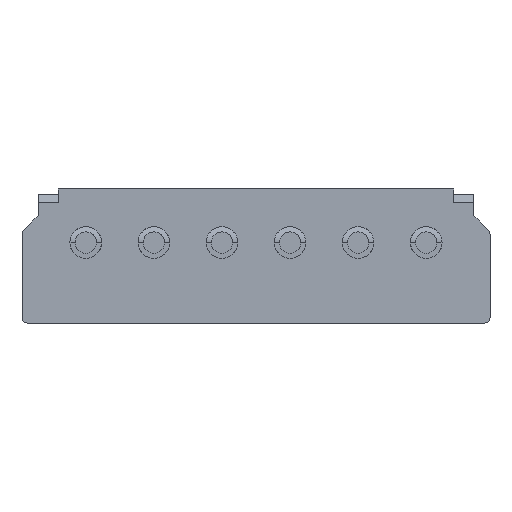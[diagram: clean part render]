
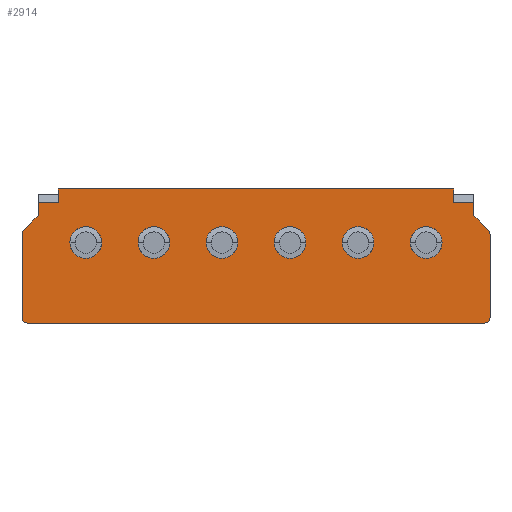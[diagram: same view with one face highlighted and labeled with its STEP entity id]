
A CAD part, front view. The second image highlights one B-rep face of the part: STEP entity #2914.
In plain terms, the highlighted planar face has unit normal (0, -1, 0).
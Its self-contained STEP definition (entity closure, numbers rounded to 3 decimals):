
#413=CARTESIAN_POINT('',(1.27,-2.5,0.5));
#414=DIRECTION('',(0.,-1.,0.));
#415=DIRECTION('',(-1.,0.,0.));
#416=AXIS2_PLACEMENT_3D('',#413,#414,#415);
#418=CARTESIAN_POINT('',(1.27,-2.5,0.5));
#419=DIRECTION('',(0.,-1.,0.));
#420=DIRECTION('',(1.,0.,0.));
#421=AXIS2_PLACEMENT_3D('',#418,#419,#420);
#423=CARTESIAN_POINT('',(3.81,-2.5,0.5));
#424=DIRECTION('',(0.,-1.,0.));
#425=DIRECTION('',(-1.,0.,0.));
#426=AXIS2_PLACEMENT_3D('',#423,#424,#425);
#428=CARTESIAN_POINT('',(3.81,-2.5,0.5));
#429=DIRECTION('',(0.,-1.,0.));
#430=DIRECTION('',(1.,0.,0.));
#431=AXIS2_PLACEMENT_3D('',#428,#429,#430);
#433=CARTESIAN_POINT('',(6.35,-2.5,0.5));
#434=DIRECTION('',(0.,-1.,0.));
#435=DIRECTION('',(-1.,0.,0.));
#436=AXIS2_PLACEMENT_3D('',#433,#434,#435);
#438=CARTESIAN_POINT('',(6.35,-2.5,0.5));
#439=DIRECTION('',(0.,-1.,0.));
#440=DIRECTION('',(1.,0.,0.));
#441=AXIS2_PLACEMENT_3D('',#438,#439,#440);
#443=CARTESIAN_POINT('',(-1.27,-2.5,0.5));
#444=DIRECTION('',(0.,-1.,0.));
#445=DIRECTION('',(-1.,0.,0.));
#446=AXIS2_PLACEMENT_3D('',#443,#444,#445);
#448=CARTESIAN_POINT('',(-1.27,-2.5,0.5));
#449=DIRECTION('',(0.,-1.,0.));
#450=DIRECTION('',(1.,0.,0.));
#451=AXIS2_PLACEMENT_3D('',#448,#449,#450);
#453=CARTESIAN_POINT('',(-3.81,-2.5,0.5));
#454=DIRECTION('',(0.,-1.,0.));
#455=DIRECTION('',(-1.,0.,0.));
#456=AXIS2_PLACEMENT_3D('',#453,#454,#455);
#458=CARTESIAN_POINT('',(-3.81,-2.5,0.5));
#459=DIRECTION('',(0.,-1.,0.));
#460=DIRECTION('',(1.,0.,0.));
#461=AXIS2_PLACEMENT_3D('',#458,#459,#460);
#463=CARTESIAN_POINT('',(-6.35,-2.5,0.5));
#464=DIRECTION('',(0.,-1.,0.));
#465=DIRECTION('',(-1.,0.,0.));
#466=AXIS2_PLACEMENT_3D('',#463,#464,#465);
#468=CARTESIAN_POINT('',(-6.35,-2.5,0.5));
#469=DIRECTION('',(0.,-1.,0.));
#470=DIRECTION('',(1.,0.,0.));
#471=AXIS2_PLACEMENT_3D('',#468,#469,#470);
#473=CARTESIAN_POINT('',(-8.53,-2.5,-2.3));
#474=DIRECTION('',(0.,-1.,0.));
#475=DIRECTION('',(-1.,0.,0.));
#476=AXIS2_PLACEMENT_3D('',#473,#474,#475);
#478=DIRECTION('',(0.,0.,1.));
#479=VECTOR('',#478,3.117);
#480=CARTESIAN_POINT('',(-8.73,-2.5,-2.3));
#481=LINE('',#480,#479);
#482=CARTESIAN_POINT('',(-8.53,-2.5,0.817));
#483=DIRECTION('',(0.,-1.,0.));
#484=DIRECTION('',(-0.707,0.,0.707));
#485=AXIS2_PLACEMENT_3D('',#482,#483,#484);
#487=DIRECTION('',(-0.707,0.,-0.707));
#488=VECTOR('',#487,0.766);
#489=CARTESIAN_POINT('',(-8.13,-2.5,1.5));
#490=LINE('',#489,#488);
#491=DIRECTION('',(0.,0.,1.));
#492=VECTOR('',#491,0.5);
#493=CARTESIAN_POINT('',(-8.13,-2.5,1.5));
#494=LINE('',#493,#492);
#495=DIRECTION('',(1.,0.,0.));
#496=VECTOR('',#495,0.75);
#497=CARTESIAN_POINT('',(-8.13,-2.5,2.));
#498=LINE('',#497,#496);
#499=DIRECTION('',(0.,0.,-1.));
#500=VECTOR('',#499,0.5);
#501=CARTESIAN_POINT('',(-7.38,-2.5,2.5));
#502=LINE('',#501,#500);
#503=DIRECTION('',(1.,0.,0.));
#504=VECTOR('',#503,14.76);
#505=CARTESIAN_POINT('',(-7.38,-2.5,2.5));
#506=LINE('',#505,#504);
#507=DIRECTION('',(0.,0.,-1.));
#508=VECTOR('',#507,0.5);
#509=CARTESIAN_POINT('',(7.38,-2.5,2.5));
#510=LINE('',#509,#508);
#511=DIRECTION('',(1.,0.,0.));
#512=VECTOR('',#511,0.75);
#513=CARTESIAN_POINT('',(7.38,-2.5,2.));
#514=LINE('',#513,#512);
#515=DIRECTION('',(0.,0.,-1.));
#516=VECTOR('',#515,0.5);
#517=CARTESIAN_POINT('',(8.13,-2.5,2.));
#518=LINE('',#517,#516);
#519=DIRECTION('',(-0.707,0.,0.707));
#520=VECTOR('',#519,0.766);
#521=CARTESIAN_POINT('',(8.671,-2.5,0.959));
#522=LINE('',#521,#520);
#523=CARTESIAN_POINT('',(8.53,-2.5,0.817));
#524=DIRECTION('',(0.,-1.,0.));
#525=DIRECTION('',(1.,0.,0.));
#526=AXIS2_PLACEMENT_3D('',#523,#524,#525);
#528=DIRECTION('',(0.,0.,-1.));
#529=VECTOR('',#528,3.117);
#530=CARTESIAN_POINT('',(8.73,-2.5,0.817));
#531=LINE('',#530,#529);
#532=CARTESIAN_POINT('',(8.53,-2.5,-2.3));
#533=DIRECTION('',(0.,-1.,0.));
#534=DIRECTION('',(0.,0.,-1.));
#535=AXIS2_PLACEMENT_3D('',#532,#533,#534);
#537=DIRECTION('',(-1.,0.,0.));
#538=VECTOR('',#537,17.06);
#539=CARTESIAN_POINT('',(8.53,-2.5,-2.5));
#540=LINE('',#539,#538);
#1967=CARTESIAN_POINT('',(0.68,-2.5,0.5));
#1968=CARTESIAN_POINT('',(1.86,-2.5,0.5));
#1969=VERTEX_POINT('',#1967);
#1970=VERTEX_POINT('',#1968);
#1971=CARTESIAN_POINT('',(3.22,-2.5,0.5));
#1972=CARTESIAN_POINT('',(4.4,-2.5,0.5));
#1973=VERTEX_POINT('',#1971);
#1974=VERTEX_POINT('',#1972);
#1975=CARTESIAN_POINT('',(5.76,-2.5,0.5));
#1976=CARTESIAN_POINT('',(6.94,-2.5,0.5));
#1977=VERTEX_POINT('',#1975);
#1978=VERTEX_POINT('',#1976);
#1991=CARTESIAN_POINT('',(-1.86,-2.5,0.5));
#1992=CARTESIAN_POINT('',(-0.68,-2.5,0.5));
#1993=VERTEX_POINT('',#1991);
#1994=VERTEX_POINT('',#1992);
#1995=CARTESIAN_POINT('',(-4.4,-2.5,0.5));
#1996=CARTESIAN_POINT('',(-3.22,-2.5,0.5));
#1997=VERTEX_POINT('',#1995);
#1998=VERTEX_POINT('',#1996);
#1999=CARTESIAN_POINT('',(-6.94,-2.5,0.5));
#2000=CARTESIAN_POINT('',(-5.76,-2.5,0.5));
#2001=VERTEX_POINT('',#1999);
#2002=VERTEX_POINT('',#2000);
#2039=CARTESIAN_POINT('',(-8.13,-2.5,2.));
#2040=CARTESIAN_POINT('',(-7.38,-2.5,2.));
#2041=VERTEX_POINT('',#2039);
#2042=VERTEX_POINT('',#2040);
#2043=CARTESIAN_POINT('',(-7.38,-2.5,2.5));
#2044=VERTEX_POINT('',#2043);
#2045=CARTESIAN_POINT('',(7.38,-2.5,2.5));
#2046=CARTESIAN_POINT('',(7.38,-2.5,2.));
#2047=VERTEX_POINT('',#2045);
#2048=VERTEX_POINT('',#2046);
#2049=CARTESIAN_POINT('',(8.13,-2.5,2.));
#2050=VERTEX_POINT('',#2049);
#2143=CARTESIAN_POINT('',(-8.13,-2.5,1.5));
#2144=VERTEX_POINT('',#2143);
#2145=CARTESIAN_POINT('',(8.13,-2.5,1.5));
#2146=VERTEX_POINT('',#2145);
#2175=CARTESIAN_POINT('',(-8.73,-2.5,-2.3));
#2176=CARTESIAN_POINT('',(-8.53,-2.5,-2.5));
#2177=VERTEX_POINT('',#2175);
#2178=VERTEX_POINT('',#2176);
#2191=CARTESIAN_POINT('',(-8.671,-2.5,0.959));
#2192=CARTESIAN_POINT('',(-8.73,-2.5,0.817));
#2193=VERTEX_POINT('',#2191);
#2194=VERTEX_POINT('',#2192);
#2207=CARTESIAN_POINT('',(8.53,-2.5,-2.5));
#2208=CARTESIAN_POINT('',(8.73,-2.5,-2.3));
#2209=VERTEX_POINT('',#2207);
#2210=VERTEX_POINT('',#2208);
#2221=CARTESIAN_POINT('',(8.73,-2.5,0.817));
#2222=CARTESIAN_POINT('',(8.671,-2.5,0.959));
#2223=VERTEX_POINT('',#2221);
#2224=VERTEX_POINT('',#2222);
#2843=CARTESIAN_POINT('',(0.,-2.5,0.));
#2844=DIRECTION('',(0.,1.,0.));
#2845=DIRECTION('',(1.,0.,0.));
#2846=AXIS2_PLACEMENT_3D('',#2843,#2844,#2845);
#2847=PLANE('',#2846);
#2849=ORIENTED_EDGE('',*,*,#2848,.F.);
#2851=ORIENTED_EDGE('',*,*,#2850,.T.);
#2853=ORIENTED_EDGE('',*,*,#2852,.F.);
#2855=ORIENTED_EDGE('',*,*,#2854,.F.);
#2857=ORIENTED_EDGE('',*,*,#2856,.T.);
#2858=ORIENTED_EDGE('',*,*,#2593,.T.);
#2860=ORIENTED_EDGE('',*,*,#2859,.F.);
#2861=ORIENTED_EDGE('',*,*,#2721,.T.);
#2862=ORIENTED_EDGE('',*,*,#2763,.T.);
#2863=ORIENTED_EDGE('',*,*,#2617,.T.);
#2865=ORIENTED_EDGE('',*,*,#2864,.T.);
#2867=ORIENTED_EDGE('',*,*,#2866,.F.);
#2869=ORIENTED_EDGE('',*,*,#2868,.F.);
#2871=ORIENTED_EDGE('',*,*,#2870,.T.);
#2873=ORIENTED_EDGE('',*,*,#2872,.F.);
#2875=ORIENTED_EDGE('',*,*,#2874,.T.);
#2876=EDGE_LOOP('',(#2849,#2851,#2853,#2855,#2857,#2858,#2860,#2861,#2862,#2863,
#2865,#2867,#2869,#2871,#2873,#2875));
#2877=FACE_OUTER_BOUND('',#2876,.F.);
#2879=ORIENTED_EDGE('',*,*,#2878,.T.);
#2881=ORIENTED_EDGE('',*,*,#2880,.T.);
#2882=EDGE_LOOP('',(#2879,#2881));
#2883=FACE_BOUND('',#2882,.F.);
#2885=ORIENTED_EDGE('',*,*,#2884,.T.);
#2887=ORIENTED_EDGE('',*,*,#2886,.T.);
#2888=EDGE_LOOP('',(#2885,#2887));
#2889=FACE_BOUND('',#2888,.F.);
#2891=ORIENTED_EDGE('',*,*,#2890,.T.);
#2893=ORIENTED_EDGE('',*,*,#2892,.T.);
#2894=EDGE_LOOP('',(#2891,#2893));
#2895=FACE_BOUND('',#2894,.F.);
#2897=ORIENTED_EDGE('',*,*,#2896,.T.);
#2899=ORIENTED_EDGE('',*,*,#2898,.T.);
#2900=EDGE_LOOP('',(#2897,#2899));
#2901=FACE_BOUND('',#2900,.F.);
#2903=ORIENTED_EDGE('',*,*,#2902,.T.);
#2905=ORIENTED_EDGE('',*,*,#2904,.T.);
#2906=EDGE_LOOP('',(#2903,#2905));
#2907=FACE_BOUND('',#2906,.F.);
#2909=ORIENTED_EDGE('',*,*,#2908,.T.);
#2911=ORIENTED_EDGE('',*,*,#2910,.T.);
#2912=EDGE_LOOP('',(#2909,#2911));
#2913=FACE_BOUND('',#2912,.F.);
#417=CIRCLE('',#416,0.59);
#422=CIRCLE('',#421,0.59);
#427=CIRCLE('',#426,0.59);
#432=CIRCLE('',#431,0.59);
#437=CIRCLE('',#436,0.59);
#442=CIRCLE('',#441,0.59);
#447=CIRCLE('',#446,0.59);
#452=CIRCLE('',#451,0.59);
#457=CIRCLE('',#456,0.59);
#462=CIRCLE('',#461,0.59);
#467=CIRCLE('',#466,0.59);
#472=CIRCLE('',#471,0.59);
#477=CIRCLE('',#476,0.2);
#486=CIRCLE('',#485,0.2);
#527=CIRCLE('',#526,0.2);
#536=CIRCLE('',#535,0.2);
#2593=EDGE_CURVE('',#2041,#2042,#498,.T.);
#2617=EDGE_CURVE('',#2048,#2050,#514,.T.);
#2721=EDGE_CURVE('',#2044,#2047,#506,.T.);
#2763=EDGE_CURVE('',#2047,#2048,#510,.T.);
#2848=EDGE_CURVE('',#2177,#2178,#477,.T.);
#2850=EDGE_CURVE('',#2177,#2194,#481,.T.);
#2852=EDGE_CURVE('',#2193,#2194,#486,.T.);
#2854=EDGE_CURVE('',#2144,#2193,#490,.T.);
#2856=EDGE_CURVE('',#2144,#2041,#494,.T.);
#2859=EDGE_CURVE('',#2044,#2042,#502,.T.);
#2864=EDGE_CURVE('',#2050,#2146,#518,.T.);
#2866=EDGE_CURVE('',#2224,#2146,#522,.T.);
#2868=EDGE_CURVE('',#2223,#2224,#527,.T.);
#2870=EDGE_CURVE('',#2223,#2210,#531,.T.);
#2872=EDGE_CURVE('',#2209,#2210,#536,.T.);
#2874=EDGE_CURVE('',#2209,#2178,#540,.T.);
#2878=EDGE_CURVE('',#1969,#1970,#417,.T.);
#2880=EDGE_CURVE('',#1970,#1969,#422,.T.);
#2884=EDGE_CURVE('',#1973,#1974,#427,.T.);
#2886=EDGE_CURVE('',#1974,#1973,#432,.T.);
#2890=EDGE_CURVE('',#1977,#1978,#437,.T.);
#2892=EDGE_CURVE('',#1978,#1977,#442,.T.);
#2896=EDGE_CURVE('',#1993,#1994,#447,.T.);
#2898=EDGE_CURVE('',#1994,#1993,#452,.T.);
#2902=EDGE_CURVE('',#1997,#1998,#457,.T.);
#2904=EDGE_CURVE('',#1998,#1997,#462,.T.);
#2908=EDGE_CURVE('',#2001,#2002,#467,.T.);
#2910=EDGE_CURVE('',#2002,#2001,#472,.T.);
#2914=ADVANCED_FACE('',(#2877,#2883,#2889,#2895,#2901,#2907,#2913),#2847,.F.);
